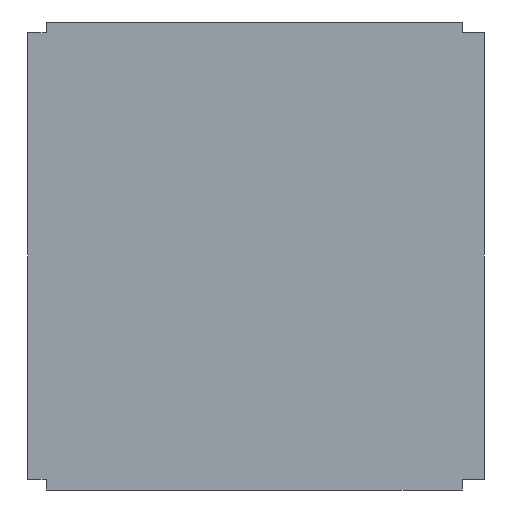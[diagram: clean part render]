
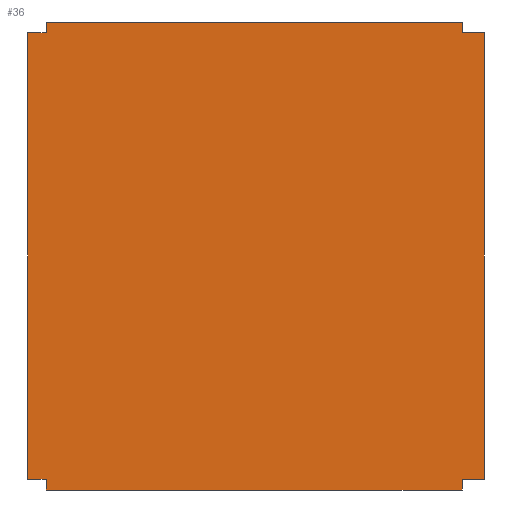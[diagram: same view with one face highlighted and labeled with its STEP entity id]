
A CAD part, front view. The second image highlights one B-rep face of the part: STEP entity #36.
In plain terms, the highlighted planar face has unit normal (0, -1, 0).
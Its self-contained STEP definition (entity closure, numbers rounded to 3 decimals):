
#1 = VECTOR ( 'NONE', #2, 1000. ) ;
#2 = DIRECTION ( 'NONE',  ( -1., 0., 0. ) ) ;
#4 = DIRECTION ( 'NONE',  ( 1., 0., 0. ) ) ;
#15 = CARTESIAN_POINT ( 'NONE',  ( 0., 0., -1.415 ) ) ;
#21 = PLANE ( 'NONE',  #139 ) ;
#22 = CARTESIAN_POINT ( 'NONE',  ( 0., 0., -1.415 ) ) ;
#23 = CARTESIAN_POINT ( 'NONE',  ( 58.5, 0., -61.585 ) ) ;
#26 = EDGE_CURVE ( 'NONE', #334, #29, #260, .T. ) ;
#28 = LINE ( 'NONE', #373, #224 ) ;
#29 = VERTEX_POINT ( 'NONE', #23 ) ;
#34 = CARTESIAN_POINT ( 'NONE',  ( 58.5, 0., -63. ) ) ;
#36 = ADVANCED_FACE ( 'NONE', ( #406 ), #21, .T. ) ;
#49 = VECTOR ( 'NONE', #355, 1000. ) ;
#52 = ORIENTED_EDGE ( 'NONE', *, *, #56, .F. ) ;
#56 = EDGE_CURVE ( 'NONE', #400, #195, #418, .T. ) ;
#64 = DIRECTION ( 'NONE',  ( 0., -1., 0. ) ) ;
#70 = CARTESIAN_POINT ( 'NONE',  ( 0., 0., -61.585 ) ) ;
#81 = VERTEX_POINT ( 'NONE', #324 ) ;
#87 = VECTOR ( 'NONE', #344, 1000. ) ;
#89 = CARTESIAN_POINT ( 'NONE',  ( 58.5, 0., -63. ) ) ;
#91 = LINE ( 'NONE', #256, #351 ) ;
#100 = LINE ( 'NONE', #22, #428 ) ;
#109 = CARTESIAN_POINT ( 'NONE',  ( 58.5, 0., 0. ) ) ;
#113 = EDGE_CURVE ( 'NONE', #81, #289, #378, .T. ) ;
#121 = CARTESIAN_POINT ( 'NONE',  ( 2.5, 0., -1.415 ) ) ;
#133 = EDGE_CURVE ( 'NONE', #192, #362, #247, .T. ) ;
#134 = CARTESIAN_POINT ( 'NONE',  ( 61.5, 0., -61.585 ) ) ;
#135 = DIRECTION ( 'NONE',  ( -1., 0., 0. ) ) ;
#139 = AXIS2_PLACEMENT_3D ( 'NONE', #171, #64, #437 ) ;
#142 = ORIENTED_EDGE ( 'NONE', *, *, #133, .F. ) ;
#147 = EDGE_LOOP ( 'NONE', ( #421, #312, #142, #408, #293, #396, #303, #219, #52, #250, #386, #217 ) ) ;
#153 = EDGE_CURVE ( 'NONE', #29, #205, #385, .T. ) ;
#156 = LINE ( 'NONE', #191, #189 ) ;
#165 = LINE ( 'NONE', #245, #357 ) ;
#168 = LINE ( 'NONE', #238, #87 ) ;
#171 = CARTESIAN_POINT ( 'NONE',  ( 0., 0., 0. ) ) ;
#179 = CARTESIAN_POINT ( 'NONE',  ( 2.5, 0., -63. ) ) ;
#183 = CARTESIAN_POINT ( 'NONE',  ( 61.5, 0., -1.415 ) ) ;
#188 = DIRECTION ( 'NONE',  ( 0., 0., -1. ) ) ;
#189 = VECTOR ( 'NONE', #392, 1000. ) ;
#191 = CARTESIAN_POINT ( 'NONE',  ( 58.5, 0., -1.415 ) ) ;
#192 = VERTEX_POINT ( 'NONE', #193 ) ;
#193 = CARTESIAN_POINT ( 'NONE',  ( 2.5, 0., -61.585 ) ) ;
#195 = VERTEX_POINT ( 'NONE', #402 ) ;
#205 = VERTEX_POINT ( 'NONE', #89 ) ;
#208 = EDGE_CURVE ( 'NONE', #289, #400, #156, .T. ) ;
#212 = DIRECTION ( 'NONE',  ( 0., 0., 1. ) ) ;
#215 = DIRECTION ( 'NONE',  ( -1., 0., 0. ) ) ;
#217 = ORIENTED_EDGE ( 'NONE', *, *, #268, .F. ) ;
#219 = ORIENTED_EDGE ( 'NONE', *, *, #419, .F. ) ;
#224 = VECTOR ( 'NONE', #212, 1000. ) ;
#236 = DIRECTION ( 'NONE',  ( 1., 0., 0. ) ) ;
#238 = CARTESIAN_POINT ( 'NONE',  ( 61.5, 0., -61.585 ) ) ;
#239 = VERTEX_POINT ( 'NONE', #121 ) ;
#242 = CARTESIAN_POINT ( 'NONE',  ( 0., 0., -61.585 ) ) ;
#243 = CARTESIAN_POINT ( 'NONE',  ( 58.5, 0., -1.415 ) ) ;
#245 = CARTESIAN_POINT ( 'NONE',  ( 2.5, 0., -1.415 ) ) ;
#247 = LINE ( 'NONE', #242, #1 ) ;
#250 = ORIENTED_EDGE ( 'NONE', *, *, #208, .F. ) ;
#254 = VERTEX_POINT ( 'NONE', #15 ) ;
#256 = CARTESIAN_POINT ( 'NONE',  ( 2.5, 0., 0. ) ) ;
#260 = LINE ( 'NONE', #339, #307 ) ;
#268 = EDGE_CURVE ( 'NONE', #239, #81, #91, .T. ) ;
#274 = VECTOR ( 'NONE', #215, 1000. ) ;
#281 = VECTOR ( 'NONE', #188, 1000. ) ;
#289 = VERTEX_POINT ( 'NONE', #395 ) ;
#292 = DIRECTION ( 'NONE',  ( 0., 0., 1. ) ) ;
#293 = ORIENTED_EDGE ( 'NONE', *, *, #450, .F. ) ;
#296 = VECTOR ( 'NONE', #4, 1000. ) ;
#303 = ORIENTED_EDGE ( 'NONE', *, *, #26, .F. ) ;
#304 = DIRECTION ( 'NONE',  ( 0., 0., 1. ) ) ;
#307 = VECTOR ( 'NONE', #135, 1000. ) ;
#312 = ORIENTED_EDGE ( 'NONE', *, *, #403, .F. ) ;
#313 = LINE ( 'NONE', #179, #274 ) ;
#324 = CARTESIAN_POINT ( 'NONE',  ( 2.5, 0., 0. ) ) ;
#334 = VERTEX_POINT ( 'NONE', #134 ) ;
#339 = CARTESIAN_POINT ( 'NONE',  ( 58.5, 0., -61.585 ) ) ;
#340 = CARTESIAN_POINT ( 'NONE',  ( 2.5, 0., -63. ) ) ;
#344 = DIRECTION ( 'NONE',  ( 0., 0., -1. ) ) ;
#351 = VECTOR ( 'NONE', #292, 1000. ) ;
#355 = DIRECTION ( 'NONE',  ( 1., 0., 0. ) ) ;
#357 = VECTOR ( 'NONE', #236, 1000. ) ;
#362 = VERTEX_POINT ( 'NONE', #70 ) ;
#366 = VERTEX_POINT ( 'NONE', #340 ) ;
#373 = CARTESIAN_POINT ( 'NONE',  ( 2.5, 0., -61.585 ) ) ;
#377 = EDGE_CURVE ( 'NONE', #254, #239, #165, .T. ) ;
#378 = LINE ( 'NONE', #109, #49 ) ;
#385 = LINE ( 'NONE', #34, #281 ) ;
#386 = ORIENTED_EDGE ( 'NONE', *, *, #113, .F. ) ;
#392 = DIRECTION ( 'NONE',  ( 0., 0., -1. ) ) ;
#395 = CARTESIAN_POINT ( 'NONE',  ( 58.5, 0., 0. ) ) ;
#396 = ORIENTED_EDGE ( 'NONE', *, *, #153, .F. ) ;
#400 = VERTEX_POINT ( 'NONE', #243 ) ;
#402 = CARTESIAN_POINT ( 'NONE',  ( 61.5, 0., -1.415 ) ) ;
#403 = EDGE_CURVE ( 'NONE', #362, #254, #100, .T. ) ;
#406 = FACE_OUTER_BOUND ( 'NONE', #147, .T. ) ;
#408 = ORIENTED_EDGE ( 'NONE', *, *, #409, .F. ) ;
#409 = EDGE_CURVE ( 'NONE', #366, #192, #28, .T. ) ;
#418 = LINE ( 'NONE', #183, #296 ) ;
#419 = EDGE_CURVE ( 'NONE', #195, #334, #168, .T. ) ;
#421 = ORIENTED_EDGE ( 'NONE', *, *, #377, .F. ) ;
#428 = VECTOR ( 'NONE', #304, 1000. ) ;
#437 = DIRECTION ( 'NONE',  ( 0., 0., -1. ) ) ;
#450 = EDGE_CURVE ( 'NONE', #205, #366, #313, .T. ) ;
